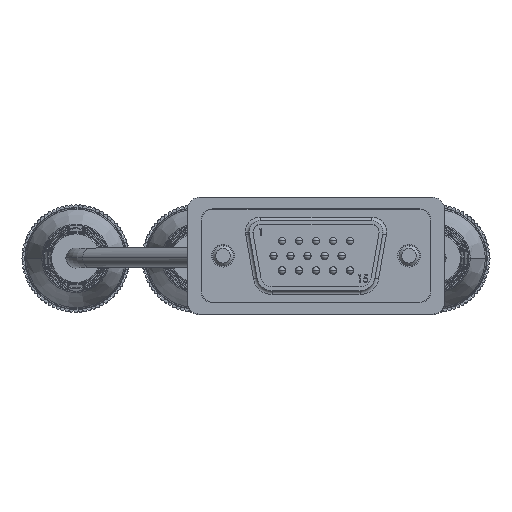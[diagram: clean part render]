
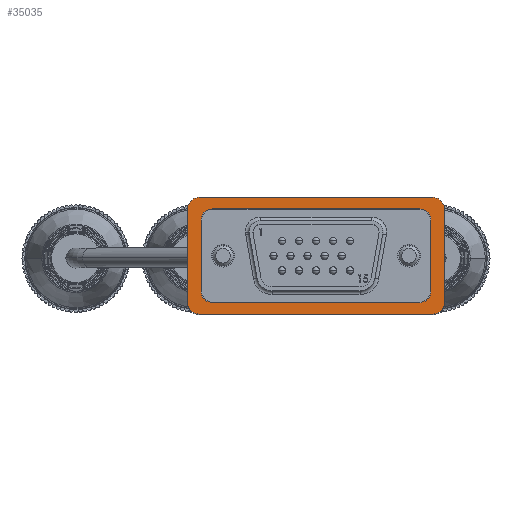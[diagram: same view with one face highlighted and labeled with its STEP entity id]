
A CAD part, top view. The second image highlights one B-rep face of the part: STEP entity #35035.
In plain terms, the highlighted face is planar.
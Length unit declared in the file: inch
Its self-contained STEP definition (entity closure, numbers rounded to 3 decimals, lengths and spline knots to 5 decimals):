
#17320 = CARTESIAN_POINT ( 'NONE',  ( 0.6185, -0.3085, -0.6975 ) ) ;
#17760 = CARTESIAN_POINT ( 'NONE',  ( -0.6785, -0.2485, -0.6975 ) ) ;
#17869 = DIRECTION ( 'NONE',  ( 0., -1., 0. ) ) ;
#17870 = VECTOR ( 'NONE', #17869, 39.37008 ) ;
#17871 = CARTESIAN_POINT ( 'NONE',  ( -0.6785, 0.3085, -0.6975 ) ) ;
#17872 = LINE ( 'NONE', #17871, #17870 ) ;
#17901 = CARTESIAN_POINT ( 'NONE',  ( -0.6185, -0.3085, -0.6975 ) ) ;
#17902 = DIRECTION ( 'NONE',  ( 1., 0., 0. ) ) ;
#17903 = DIRECTION ( 'NONE',  ( 0., 0., -1. ) ) ;
#17904 = CARTESIAN_POINT ( 'NONE',  ( -0.6185, -0.2485, -0.6975 ) ) ;
#17905 = AXIS2_PLACEMENT_3D ( 'NONE', #17904, #17903, #17902 ) ;
#17906 = CIRCLE ( 'NONE', #17905, 0.06 ) ;
#17911 = DIRECTION ( 'NONE',  ( 1., 0., 0. ) ) ;
#17912 = DIRECTION ( 'NONE',  ( 0., 0., -1. ) ) ;
#17913 = CARTESIAN_POINT ( 'NONE',  ( -0.6185, 0.2485, -0.6975 ) ) ;
#17914 = AXIS2_PLACEMENT_3D ( 'NONE', #17913, #17912, #17911 ) ;
#17915 = CIRCLE ( 'NONE', #17914, 0.06 ) ;
#17916 = CARTESIAN_POINT ( 'NONE',  ( -0.6185, 0.3085, -0.6975 ) ) ;
#17942 = CARTESIAN_POINT ( 'NONE',  ( -0.6785, 0.2485, -0.6975 ) ) ;
#18431 = CARTESIAN_POINT ( 'NONE',  ( 0.6785, -0.2485, -0.6975 ) ) ;
#18458 = DIRECTION ( 'NONE',  ( 0., -1., 0. ) ) ;
#18459 = VECTOR ( 'NONE', #18458, 39.37008 ) ;
#18460 = CARTESIAN_POINT ( 'NONE',  ( 0.6785, 0.3085, -0.6975 ) ) ;
#18461 = LINE ( 'NONE', #18460, #18459 ) ;
#18538 = CARTESIAN_POINT ( 'NONE',  ( 0.6185, 0.3085, -0.6975 ) ) ;
#18539 = DIRECTION ( 'NONE',  ( 1., 0., 0. ) ) ;
#18540 = DIRECTION ( 'NONE',  ( 0., 0., -1. ) ) ;
#18541 = CARTESIAN_POINT ( 'NONE',  ( 0.6185, 0.2485, -0.6975 ) ) ;
#18542 = AXIS2_PLACEMENT_3D ( 'NONE', #18541, #18540, #18539 ) ;
#18543 = CIRCLE ( 'NONE', #18542, 0.06 ) ;
#18575 = CARTESIAN_POINT ( 'NONE',  ( 0.6785, 0.2485, -0.6975 ) ) ;
#18586 = DIRECTION ( 'NONE',  ( 1., 0., 0. ) ) ;
#18587 = DIRECTION ( 'NONE',  ( 0., 0., -1. ) ) ;
#18588 = CARTESIAN_POINT ( 'NONE',  ( 0.6185, -0.2485, -0.6975 ) ) ;
#18589 = AXIS2_PLACEMENT_3D ( 'NONE', #18588, #18587, #18586 ) ;
#18590 = CIRCLE ( 'NONE', #18589, 0.06 ) ;
#18672 = DIRECTION ( 'NONE',  ( -1., 0., 0. ) ) ;
#18673 = VECTOR ( 'NONE', #18672, 39.37008 ) ;
#18674 = CARTESIAN_POINT ( 'NONE',  ( -0.6785, -0.3085, -0.6975 ) ) ;
#18675 = LINE ( 'NONE', #18674, #18673 ) ;
#18847 = DIRECTION ( 'NONE',  ( 0., 0., 1. ) ) ;
#18848 = CARTESIAN_POINT ( 'NONE',  ( -0.6785, 0.3085, -0.6975 ) ) ;
#18849 = AXIS2_PLACEMENT_3D ( 'NONE', #18848, #18847, #18911 ) ;
#18850 = PLANE ( 'NONE',  #18849 ) ;
#18851 = FACE_OUTER_BOUND ( 'NONE', #35031, .T. ) ;
#18852 = FACE_BOUND ( 'NONE', #35036, .T. ) ;
#18853 = DIRECTION ( 'NONE',  ( 1., 0., 0. ) ) ;
#18854 = DIRECTION ( 'NONE',  ( 0., 0., -1. ) ) ;
#18855 = CARTESIAN_POINT ( 'NONE',  ( 0.5475, -0.188, -0.6975 ) ) ;
#18856 = AXIS2_PLACEMENT_3D ( 'NONE', #18855, #18854, #18853 ) ;
#18857 = CIRCLE ( 'NONE', #18856, 0.06 ) ;
#18858 = CARTESIAN_POINT ( 'NONE',  ( 0.5475, -0.248, -0.6975 ) ) ;
#18859 = DIRECTION ( 'NONE',  ( -1., 0., 0. ) ) ;
#18860 = VECTOR ( 'NONE', #18859, 39.37008 ) ;
#18861 = CARTESIAN_POINT ( 'NONE',  ( 0.5475, -0.248, -0.6975 ) ) ;
#18862 = LINE ( 'NONE', #18861, #18860 ) ;
#18883 = DIRECTION ( 'NONE',  ( -1., 0., 0. ) ) ;
#18884 = VECTOR ( 'NONE', #18883, 39.37008 ) ;
#18885 = CARTESIAN_POINT ( 'NONE',  ( -0.6785, 0.3085, -0.6975 ) ) ;
#18886 = LINE ( 'NONE', #18885, #18884 ) ;
#18887 = CARTESIAN_POINT ( 'NONE',  ( -0.6075, -0.188, -0.6975 ) ) ;
#18888 = CARTESIAN_POINT ( 'NONE',  ( -0.6075, 0.188, -0.6975 ) ) ;
#18889 = DIRECTION ( 'NONE',  ( -1., 0., 0. ) ) ;
#18890 = DIRECTION ( 'NONE',  ( 0., 0., -1. ) ) ;
#18891 = CARTESIAN_POINT ( 'NONE',  ( -0.5475, 0.188, -0.6975 ) ) ;
#18892 = AXIS2_PLACEMENT_3D ( 'NONE', #18891, #18890, #18889 ) ;
#18893 = CIRCLE ( 'NONE', #18892, 0.06 ) ;
#18894 = CARTESIAN_POINT ( 'NONE',  ( -0.5475, 0.248, -0.6975 ) ) ;
#18895 = DIRECTION ( 'NONE',  ( 1., 0., 0. ) ) ;
#18896 = VECTOR ( 'NONE', #18895, 39.37008 ) ;
#18897 = CARTESIAN_POINT ( 'NONE',  ( 0.5475, 0.248, -0.6975 ) ) ;
#18898 = LINE ( 'NONE', #18897, #18896 ) ;
#18899 = CARTESIAN_POINT ( 'NONE',  ( 0.5475, 0.248, -0.6975 ) ) ;
#18900 = DIRECTION ( 'NONE',  ( 1., 0., 0. ) ) ;
#18901 = DIRECTION ( 'NONE',  ( 0., 0., -1. ) ) ;
#18902 = CARTESIAN_POINT ( 'NONE',  ( 0.5475, 0.188, -0.6975 ) ) ;
#18903 = AXIS2_PLACEMENT_3D ( 'NONE', #18902, #18901, #18900 ) ;
#18904 = CIRCLE ( 'NONE', #18903, 0.06 ) ;
#18905 = CARTESIAN_POINT ( 'NONE',  ( 0.6075, -0.188, -0.6975 ) ) ;
#18906 = CARTESIAN_POINT ( 'NONE',  ( 0.6075, 0.188, -0.6975 ) ) ;
#18907 = DIRECTION ( 'NONE',  ( 0., -1., 0. ) ) ;
#18908 = VECTOR ( 'NONE', #18907, 39.37008 ) ;
#18909 = CARTESIAN_POINT ( 'NONE',  ( 0.6075, 0.188, -0.6975 ) ) ;
#18910 = LINE ( 'NONE', #18909, #18908 ) ;
#18911 = DIRECTION ( 'NONE',  ( 1., 0., 0. ) ) ;
#18988 = CARTESIAN_POINT ( 'NONE',  ( -0.5475, -0.248, -0.6975 ) ) ;
#18989 = DIRECTION ( 'NONE',  ( 1., 0., 0. ) ) ;
#18990 = DIRECTION ( 'NONE',  ( 0., 0., -1. ) ) ;
#18991 = CARTESIAN_POINT ( 'NONE',  ( -0.5475, -0.188, -0.6975 ) ) ;
#18992 = AXIS2_PLACEMENT_3D ( 'NONE', #18991, #18990, #18989 ) ;
#18993 = CIRCLE ( 'NONE', #18992, 0.06 ) ;
#18994 = DIRECTION ( 'NONE',  ( 0., 1., 0. ) ) ;
#18995 = VECTOR ( 'NONE', #18994, 39.37008 ) ;
#18996 = CARTESIAN_POINT ( 'NONE',  ( -0.6075, 0.188, -0.6975 ) ) ;
#18997 = LINE ( 'NONE', #18996, #18995 ) ;
#34236 = VERTEX_POINT ( 'NONE', #17320 ) ;
#34468 = VERTEX_POINT ( 'NONE', #17760 ) ;
#34506 = EDGE_CURVE ( 'NONE', #34534, #34468, #17872, .T. ) ;
#34516 = VERTEX_POINT ( 'NONE', #17916 ) ;
#34518 = EDGE_CURVE ( 'NONE', #34534, #34516, #17915, .T. ) ;
#34523 = EDGE_CURVE ( 'NONE', #34524, #34468, #17906, .T. ) ;
#34524 = VERTEX_POINT ( 'NONE', #17901 ) ;
#34534 = VERTEX_POINT ( 'NONE', #17942 ) ;
#34789 = EDGE_CURVE ( 'NONE', #34865, #34800, #18461, .T. ) ;
#34800 = VERTEX_POINT ( 'NONE', #18431 ) ;
#34850 = EDGE_CURVE ( 'NONE', #34851, #34865, #18543, .T. ) ;
#34851 = VERTEX_POINT ( 'NONE', #18538 ) ;
#34860 = EDGE_CURVE ( 'NONE', #34800, #34236, #18590, .T. ) ;
#34865 = VERTEX_POINT ( 'NONE', #18575 ) ;
#34919 = EDGE_CURVE ( 'NONE', #34236, #34524, #18675, .T. ) ;
#35027 = EDGE_CURVE ( 'NONE', #35028, #35107, #18862, .T. ) ;
#35028 = VERTEX_POINT ( 'NONE', #18858 ) ;
#35029 = ORIENTED_EDGE ( 'NONE', *, *, #35030, .F. ) ;
#35030 = EDGE_CURVE ( 'NONE', #35040, #35028, #18857, .T. ) ;
#35031 = EDGE_LOOP ( 'NONE', ( #35032, #35033, #35034, #35092, #35093, #35094, #35095, #35096 ) ) ;
#35032 = ORIENTED_EDGE ( 'NONE', *, *, #34506, .F. ) ;
#35033 = ORIENTED_EDGE ( 'NONE', *, *, #34518, .T. ) ;
#35034 = ORIENTED_EDGE ( 'NONE', *, *, #35051, .F. ) ;
#35035 = ADVANCED_FACE ( 'NONE', ( #18852, #18851 ), #18850, .F. ) ;
#35036 = EDGE_LOOP ( 'NONE', ( #35037, #35041, #35044, #35047, #35103, #35105, #35108, #35029 ) ) ;
#35037 = ORIENTED_EDGE ( 'NONE', *, *, #35038, .F. ) ;
#35038 = EDGE_CURVE ( 'NONE', #35039, #35040, #18910, .T. ) ;
#35039 = VERTEX_POINT ( 'NONE', #18906 ) ;
#35040 = VERTEX_POINT ( 'NONE', #18905 ) ;
#35041 = ORIENTED_EDGE ( 'NONE', *, *, #35042, .F. ) ;
#35042 = EDGE_CURVE ( 'NONE', #35043, #35039, #18904, .T. ) ;
#35043 = VERTEX_POINT ( 'NONE', #18899 ) ;
#35044 = ORIENTED_EDGE ( 'NONE', *, *, #35045, .F. ) ;
#35045 = EDGE_CURVE ( 'NONE', #35046, #35043, #18898, .T. ) ;
#35046 = VERTEX_POINT ( 'NONE', #18894 ) ;
#35047 = ORIENTED_EDGE ( 'NONE', *, *, #35048, .F. ) ;
#35048 = EDGE_CURVE ( 'NONE', #35049, #35046, #18893, .T. ) ;
#35049 = VERTEX_POINT ( 'NONE', #18888 ) ;
#35050 = VERTEX_POINT ( 'NONE', #18887 ) ;
#35051 = EDGE_CURVE ( 'NONE', #34851, #34516, #18886, .T. ) ;
#35092 = ORIENTED_EDGE ( 'NONE', *, *, #34850, .T. ) ;
#35093 = ORIENTED_EDGE ( 'NONE', *, *, #34789, .T. ) ;
#35094 = ORIENTED_EDGE ( 'NONE', *, *, #34860, .T. ) ;
#35095 = ORIENTED_EDGE ( 'NONE', *, *, #34919, .T. ) ;
#35096 = ORIENTED_EDGE ( 'NONE', *, *, #34523, .T. ) ;
#35103 = ORIENTED_EDGE ( 'NONE', *, *, #35104, .F. ) ;
#35104 = EDGE_CURVE ( 'NONE', #35050, #35049, #18997, .T. ) ;
#35105 = ORIENTED_EDGE ( 'NONE', *, *, #35106, .F. ) ;
#35106 = EDGE_CURVE ( 'NONE', #35107, #35050, #18993, .T. ) ;
#35107 = VERTEX_POINT ( 'NONE', #18988 ) ;
#35108 = ORIENTED_EDGE ( 'NONE', *, *, #35027, .F. ) ;
